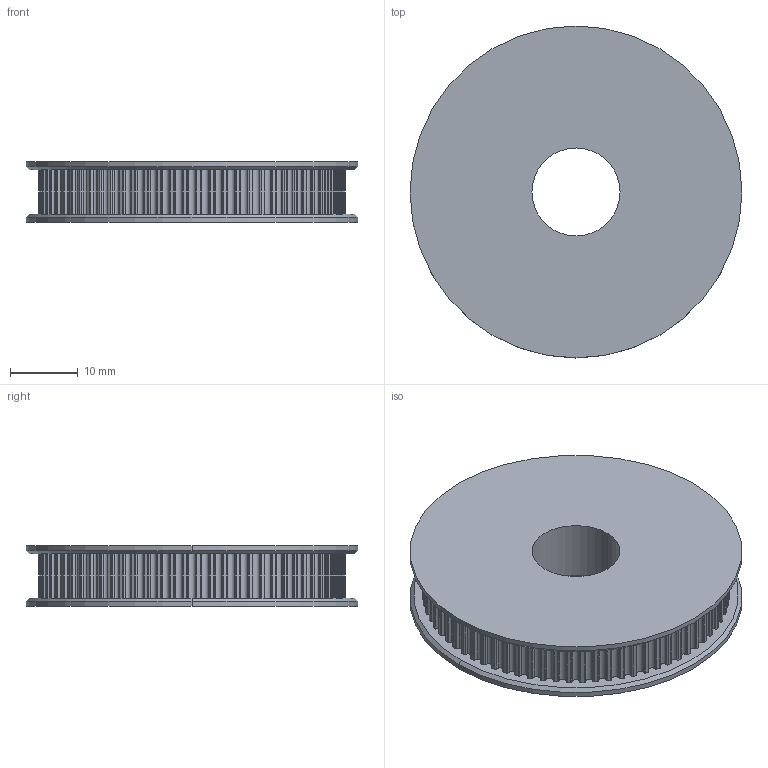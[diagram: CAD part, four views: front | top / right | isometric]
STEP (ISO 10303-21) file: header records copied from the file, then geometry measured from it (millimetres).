
FILE_DESCRIPTION (( 'STEP AP203' ), '1' );
FILE_NAME ('GT2_72T_mod.STEP', '2018-11-20T14:10:21', ( '' ), ( '' ), 'SwSTEP 2.0', 'SolidWorks 2017', '' );
FILE_SCHEMA (( 'CONFIG_CONTROL_DESIGN' ));
Length unit declared in the file: millimetre
Products named in the file (1): GT2_72T_mod
Bounding box: 49 x 49 x 9 mm (x, y, z)
Volume: 13631.1 mm3; surface area: 6124.5 mm2
Topology: 1 solids, 1 shells, 513 faces, 1523 edges, 1014 vertices
Faces by surface type: cylinder 505, cone 4, plane 4
Entity records: 17900 total; most frequent: DIRECTION 3565, CARTESIAN_POINT 3051, ORIENTED_EDGE 3046, AXIS2_PLACEMENT_3D 1528, EDGE_CURVE 1523, CIRCLE 1014, VERTEX_POINT 1014, EDGE_LOOP 517
